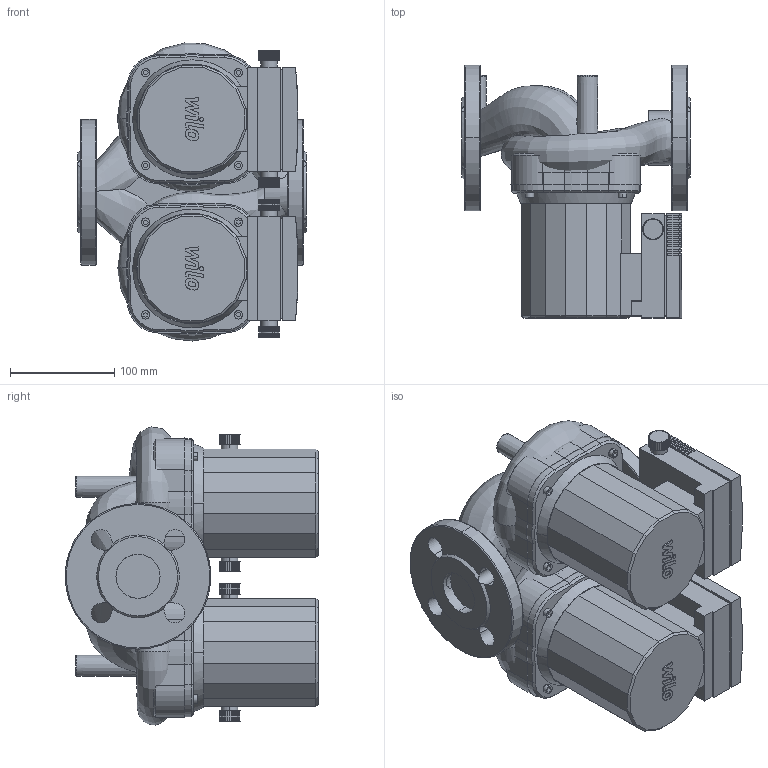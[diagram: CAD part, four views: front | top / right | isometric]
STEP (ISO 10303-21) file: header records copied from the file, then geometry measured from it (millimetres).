
FILE_DESCRIPTION((''),'2;1');
FILE_NAME('3d_TOPSD32_101-2080073.stp','2014-09-03T12:47:55',(''),(''),'Mechanical Desktop 2009','Mechanical Desktop 2009',', , ');
FILE_SCHEMA(('CONFIG_CONTROL_DESIGN'));
Length unit declared in the file: millimetre
Products named in the file (1): Product
Bounding box: 220 x 243.75 x 286.39 mm (x, y, z)
Volume: 6428949.5 mm3; surface area: 552693.3 mm2
Topology: 17 solids, 17 shells, 1320 faces, 3666 edges, 2407 vertices
Faces by surface type: plane 551, bspline 512, cylinder 198, cone 43, torus 16
Full cylindrical faces by diameter (mm): 52.4 x1
Entity records: 54676 total; most frequent: CARTESIAN_POINT 22218, ORIENTED_EDGE 7324, DIRECTION 5901, EDGE_CURVE 3662, VECTOR 2481, LINE 2481, VERTEX_POINT 2405, AXIS2_PLACEMENT_3D 1710
